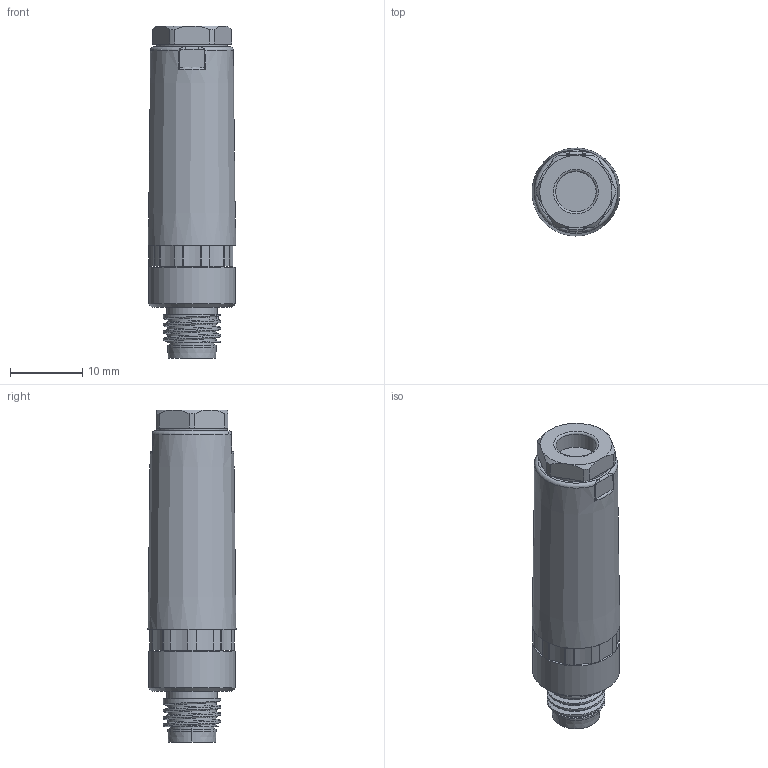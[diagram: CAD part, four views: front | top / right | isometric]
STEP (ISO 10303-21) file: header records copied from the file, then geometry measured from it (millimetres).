
FILE_DESCRIPTION(/* description */ (''),/* implementation_level */ '2;1');
FILE_NAME(/* name */ 'SZ4212-0.stp',/* time_stamp */ '2018-07-30T15:19:14+08:00',/* author */ (''),/* organization */ (''),/* preprocessor_version */ 'ST-DEVELOPER v14',/* originating_system */ 'SIEMENS PLM Software NX 8.0',/* authorisation */ '');
FILE_SCHEMA (('AUTOMOTIVE_DESIGN { 1 0 10303 214 3 1 1 1 }'));
Length unit declared in the file: millimetre
Products named in the file (1): DELL0608A639o1sk
Bounding box: 12.18 x 12.2 x 46 mm (x, y, z)
Volume: 4214.4 mm3; surface area: 3603.9 mm2
Topology: 1 solids, 5 shells, 205 faces, 527 edges, 338 vertices
Faces by surface type: cylinder 99, plane 47, cone 27, bspline 14, torus 14, sphere 4
Full cylindrical faces by diameter (mm): 1 x4, 1.1 x5, 5.6 x1, 6.4 x1, 7 x1, 7.2 x1, 7.7 x2, 9.8 x4, 10 x1, 11.2 x1, 12 x1
Entity records: 8534 total; most frequent: CARTESIAN_POINT 3521, DIRECTION 1015, ORIENTED_EDGE 920, EDGE_CURVE 460, AXIS2_PLACEMENT_3D 445, VERTEX_POINT 314, EDGE_LOOP 272, CIRCLE 253
